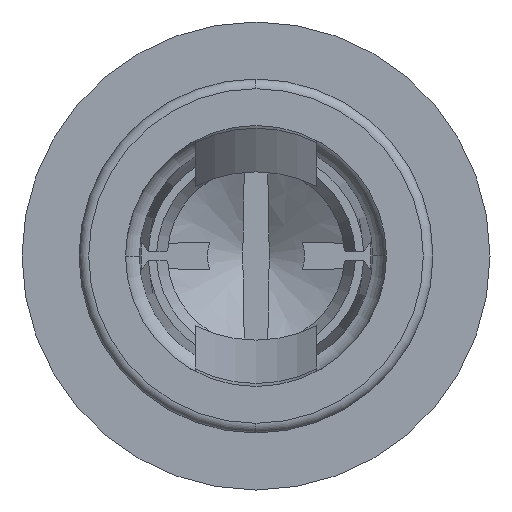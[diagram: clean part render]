
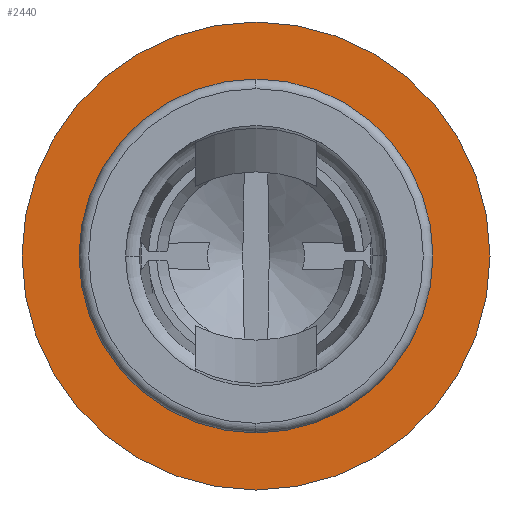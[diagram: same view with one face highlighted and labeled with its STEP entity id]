
A CAD part, left-side view. The second image highlights one B-rep face of the part: STEP entity #2440.
In plain terms, the highlighted planar face has unit normal (-1, 0, 0).
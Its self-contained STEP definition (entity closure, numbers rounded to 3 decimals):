
#141=CARTESIAN_POINT('',(-105.322,0.,0.));
#142=DIRECTION('',(1.,0.,0.));
#143=DIRECTION('',(0.,0.,-1.));
#144=AXIS2_PLACEMENT_3D('',#141,#142,#143);
#146=CARTESIAN_POINT('',(-105.322,0.,0.));
#147=DIRECTION('',(-1.,0.,0.));
#148=DIRECTION('',(0.,0.,-1.));
#149=AXIS2_PLACEMENT_3D('',#146,#147,#148);
#159=CARTESIAN_POINT('',(-105.322,0.,0.));
#160=DIRECTION('',(-1.,0.,0.));
#161=DIRECTION('',(0.,0.,-1.));
#162=AXIS2_PLACEMENT_3D('',#159,#160,#161);
#164=CARTESIAN_POINT('',(-105.322,0.,0.));
#165=DIRECTION('',(1.,0.,0.));
#166=DIRECTION('',(0.,0.,-1.));
#167=AXIS2_PLACEMENT_3D('',#164,#165,#166);
#1884=CARTESIAN_POINT('',(-105.322,0.,-2.504));
#1886=VERTEX_POINT('',#1884);
#1904=CARTESIAN_POINT('',(-105.322,0.,2.504));
#1906=VERTEX_POINT('',#1904);
#1907=CARTESIAN_POINT('',(-105.322,0.,-1.894));
#1908=CARTESIAN_POINT('',(-105.322,0.,1.894));
#1909=VERTEX_POINT('',#1907);
#1910=VERTEX_POINT('',#1908);
#2425=CARTESIAN_POINT('',(-105.322,0.,0.));
#2426=DIRECTION('',(1.,0.,0.));
#2427=DIRECTION('',(0.,0.,1.));
#2428=AXIS2_PLACEMENT_3D('',#2425,#2426,#2427);
#2429=PLANE('',#2428);
#2430=ORIENTED_EDGE('',*,*,#2420,.T.);
#2431=ORIENTED_EDGE('',*,*,#2404,.F.);
#2432=EDGE_LOOP('',(#2430,#2431));
#2433=FACE_OUTER_BOUND('',#2432,.F.);
#2435=ORIENTED_EDGE('',*,*,#2434,.T.);
#2437=ORIENTED_EDGE('',*,*,#2436,.F.);
#2438=EDGE_LOOP('',(#2435,#2437));
#2439=FACE_BOUND('',#2438,.F.);
#2440=ADVANCED_FACE('',(#2433,#2439),#2429,.F.);
#145=CIRCLE('',#144,2.504);
#150=CIRCLE('',#149,2.504);
#163=CIRCLE('',#162,1.894);
#168=CIRCLE('',#167,1.894);
#2404=EDGE_CURVE('',#1886,#1906,#150,.T.);
#2420=EDGE_CURVE('',#1886,#1906,#145,.T.);
#2434=EDGE_CURVE('',#1909,#1910,#163,.T.);
#2436=EDGE_CURVE('',#1909,#1910,#168,.T.);
